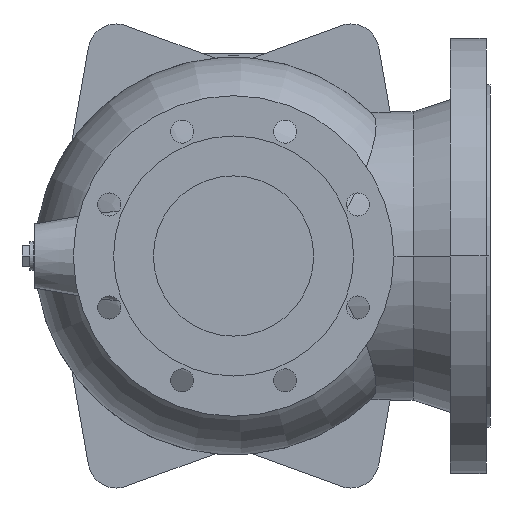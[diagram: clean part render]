
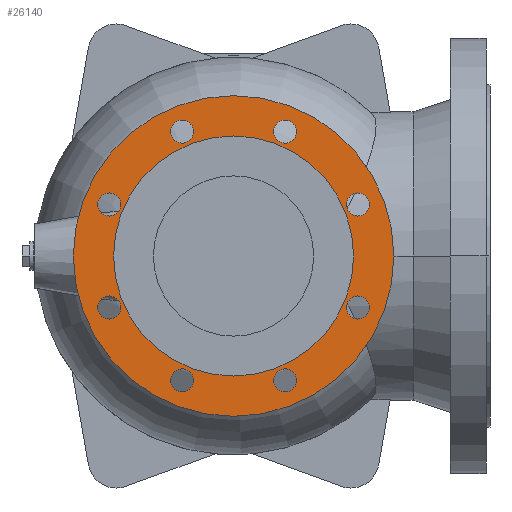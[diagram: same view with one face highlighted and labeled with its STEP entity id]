
A CAD part, front view. The second image highlights one B-rep face of the part: STEP entity #26140.
In plain terms, the highlighted planar face has unit normal (0, -1, 0).
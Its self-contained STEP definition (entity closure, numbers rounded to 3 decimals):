
#1730=CARTESIAN_POINT('',(93.6,3.,0.));
#1740=VERTEX_POINT('',#1730);
#1900=CARTESIAN_POINT('',(-93.6,3.,0.));
#1910=VERTEX_POINT('',#1900);
#1940=CARTESIAN_POINT('',(0.,3.,0.));
#1950=DIRECTION('',(0.,-1.,-0.));
#1960=DIRECTION('',(-1.,0.,0.));
#1970=AXIS2_PLACEMENT_3D('',#1940,#1950,#1960);
#1980=CIRCLE('',#1970,93.6);
#1990=EDGE_CURVE('',#1740,#1910,#1980,.T.);
#2130=CARTESIAN_POINT('',(125.,3.,0.));
#2140=VERTEX_POINT('',#2130);
#2320=CARTESIAN_POINT('',(-125.,3.,0.));
#2330=VERTEX_POINT('',#2320);
#2360=CARTESIAN_POINT('',(0.,3.,0.));
#2370=DIRECTION('',(0.,-1.,-0.));
#2380=DIRECTION('',(-1.,0.,0.));
#2390=AXIS2_PLACEMENT_3D('',#2360,#2370,#2380);
#2400=CIRCLE('',#2390,125.);
#2410=EDGE_CURVE('',#2330,#2140,#2400,.T.);
#5720=CARTESIAN_POINT('',(-106.007,3.,-40.182));
#5730=VERTEX_POINT('',#5720);
#5890=CARTESIAN_POINT('',(-88.007,3.,-40.182));
#5900=VERTEX_POINT('',#5890);
#5930=CARTESIAN_POINT('',(-97.007,3.,-40.182));
#5940=DIRECTION('',(0.,1.,0.));
#5950=DIRECTION('',(-1.,0.,0.));
#5960=AXIS2_PLACEMENT_3D('',#5930,#5940,#5950);
#5970=CIRCLE('',#5960,9.);
#5980=EDGE_CURVE('',#5900,#5730,#5970,.T.);
#6140=CARTESIAN_POINT('',(-106.007,3.,40.182));
#6150=VERTEX_POINT('',#6140);
#6180=CARTESIAN_POINT('',(-97.007,3.,40.182));
#6190=DIRECTION('',(0.,1.,0.));
#6200=DIRECTION('',(-1.,0.,0.));
#6210=AXIS2_PLACEMENT_3D('',#6180,#6190,#6200);
#6220=CIRCLE('',#6210,9.);
#6230=CARTESIAN_POINT('',(-88.007,3.,40.182));
#6240=VERTEX_POINT('',#6230);
#6250=EDGE_CURVE('',#6150,#6240,#6220,.T.);
#6560=CARTESIAN_POINT('',(-31.182,3.,97.007));
#6570=VERTEX_POINT('',#6560);
#6600=CARTESIAN_POINT('',(-40.182,3.,97.007));
#6610=DIRECTION('',(0.,1.,0.));
#6620=DIRECTION('',(-1.,0.,0.));
#6630=AXIS2_PLACEMENT_3D('',#6600,#6610,#6620);
#6640=CIRCLE('',#6630,9.);
#6650=CARTESIAN_POINT('',(-49.182,3.,97.007));
#6660=VERTEX_POINT('',#6650);
#6670=EDGE_CURVE('',#6570,#6660,#6640,.T.);
#6980=CARTESIAN_POINT('',(31.182,3.,97.007));
#6990=VERTEX_POINT('',#6980);
#7020=CARTESIAN_POINT('',(40.182,3.,97.007));
#7030=DIRECTION('',(0.,1.,0.));
#7040=DIRECTION('',(-1.,0.,0.));
#7050=AXIS2_PLACEMENT_3D('',#7020,#7030,#7040);
#7060=CIRCLE('',#7050,9.);
#7070=CARTESIAN_POINT('',(49.182,3.,97.007));
#7080=VERTEX_POINT('',#7070);
#7090=EDGE_CURVE('',#6990,#7080,#7060,.T.);
#7400=CARTESIAN_POINT('',(106.007,3.,40.182));
#7410=VERTEX_POINT('',#7400);
#7570=CARTESIAN_POINT('',(88.007,3.,40.182));
#7580=VERTEX_POINT('',#7570);
#7610=CARTESIAN_POINT('',(97.007,3.,40.182));
#7620=DIRECTION('',(0.,1.,0.));
#7630=DIRECTION('',(-1.,0.,0.));
#7640=AXIS2_PLACEMENT_3D('',#7610,#7620,#7630);
#7650=CIRCLE('',#7640,9.);
#7660=EDGE_CURVE('',#7580,#7410,#7650,.T.);
#7820=CARTESIAN_POINT('',(106.007,3.,-40.182));
#7830=VERTEX_POINT('',#7820);
#7860=CARTESIAN_POINT('',(97.007,3.,-40.182));
#7870=DIRECTION('',(0.,1.,0.));
#7880=DIRECTION('',(-1.,0.,0.));
#7890=AXIS2_PLACEMENT_3D('',#7860,#7870,#7880);
#7900=CIRCLE('',#7890,9.);
#7910=CARTESIAN_POINT('',(88.007,3.,-40.182));
#7920=VERTEX_POINT('',#7910);
#7930=EDGE_CURVE('',#7830,#7920,#7900,.T.);
#8240=CARTESIAN_POINT('',(31.182,3.,-97.007));
#8250=VERTEX_POINT('',#8240);
#8410=CARTESIAN_POINT('',(49.182,3.,-97.007));
#8420=VERTEX_POINT('',#8410);
#8450=CARTESIAN_POINT('',(40.182,3.,-97.007));
#8460=DIRECTION('',(0.,1.,0.));
#8470=DIRECTION('',(-1.,0.,0.));
#8480=AXIS2_PLACEMENT_3D('',#8450,#8460,#8470);
#8490=CIRCLE('',#8480,9.);
#8500=EDGE_CURVE('',#8420,#8250,#8490,.T.);
#8660=CARTESIAN_POINT('',(-31.182,3.,-97.007));
#8670=VERTEX_POINT('',#8660);
#8830=CARTESIAN_POINT('',(-49.182,3.,-97.007));
#8840=VERTEX_POINT('',#8830);
#8870=CARTESIAN_POINT('',(-40.182,3.,-97.007));
#8880=DIRECTION('',(0.,1.,0.));
#8890=DIRECTION('',(-1.,0.,0.));
#8900=AXIS2_PLACEMENT_3D('',#8870,#8880,#8890);
#8910=CIRCLE('',#8900,9.);
#8920=EDGE_CURVE('',#8840,#8670,#8910,.T.);
#25590=CARTESIAN_POINT('',(-109.3,3.,0.));
#25600=DIRECTION('',(0.,-1.,-0.));
#25610=DIRECTION('',(-1.,0.,0.));
#25620=AXIS2_PLACEMENT_3D('',#25590,#25600,#25610);
#25630=PLANE('',#25620);
#25640=EDGE_CURVE('',#8670,#8840,#8910,.T.);
#25650=ORIENTED_EDGE('',*,*,#25640,.T.);
#25660=ORIENTED_EDGE('',*,*,#8920,.T.);
#25670=EDGE_LOOP('',(#25660,#25650));
#25680=FACE_BOUND('',#25670,.T.);
#25690=EDGE_CURVE('',#8250,#8420,#8490,.T.);
#25700=ORIENTED_EDGE('',*,*,#25690,.T.);
#25710=ORIENTED_EDGE('',*,*,#8500,.T.);
#25720=EDGE_LOOP('',(#25710,#25700));
#25730=FACE_BOUND('',#25720,.T.);
#25740=EDGE_CURVE('',#7920,#7830,#7900,.T.);
#25750=ORIENTED_EDGE('',*,*,#25740,.T.);
#25760=ORIENTED_EDGE('',*,*,#7930,.T.);
#25770=EDGE_LOOP('',(#25760,#25750));
#25780=FACE_BOUND('',#25770,.T.);
#25790=EDGE_CURVE('',#7410,#7580,#7650,.T.);
#25800=ORIENTED_EDGE('',*,*,#25790,.T.);
#25810=ORIENTED_EDGE('',*,*,#7660,.T.);
#25820=EDGE_LOOP('',(#25810,#25800));
#25830=FACE_BOUND('',#25820,.T.);
#25840=EDGE_CURVE('',#7080,#6990,#7060,.T.);
#25850=ORIENTED_EDGE('',*,*,#25840,.T.);
#25860=ORIENTED_EDGE('',*,*,#7090,.T.);
#25870=EDGE_LOOP('',(#25860,#25850));
#25880=FACE_BOUND('',#25870,.T.);
#25890=EDGE_CURVE('',#6660,#6570,#6640,.T.);
#25900=ORIENTED_EDGE('',*,*,#25890,.T.);
#25910=ORIENTED_EDGE('',*,*,#6670,.T.);
#25920=EDGE_LOOP('',(#25910,#25900));
#25930=FACE_BOUND('',#25920,.T.);
#25940=ORIENTED_EDGE('',*,*,#6250,.T.);
#25950=EDGE_CURVE('',#6240,#6150,#6220,.T.);
#25960=ORIENTED_EDGE('',*,*,#25950,.T.);
#25970=EDGE_LOOP('',(#25960,#25940));
#25980=FACE_BOUND('',#25970,.T.);
#25990=EDGE_CURVE('',#5730,#5900,#5970,.T.);
#26000=ORIENTED_EDGE('',*,*,#25990,.T.);
#26010=ORIENTED_EDGE('',*,*,#5980,.T.);
#26020=EDGE_LOOP('',(#26010,#26000));
#26030=FACE_BOUND('',#26020,.T.);
#26040=EDGE_CURVE('',#1910,#1740,#1980,.T.);
#26050=ORIENTED_EDGE('',*,*,#26040,.F.);
#26060=ORIENTED_EDGE('',*,*,#1990,.F.);
#26070=EDGE_LOOP('',(#26060,#26050));
#26080=FACE_BOUND('',#26070,.T.);
#26090=EDGE_CURVE('',#2140,#2330,#2400,.T.);
#26100=ORIENTED_EDGE('',*,*,#26090,.T.);
#26110=ORIENTED_EDGE('',*,*,#2410,.T.);
#26120=EDGE_LOOP('',(#26110,#26100));
#26130=FACE_OUTER_BOUND('',#26120,.T.);
#26140=ADVANCED_FACE('',(#25680,#25730,#25780,#25830,#25880,#25930,
#25980,#26030,#26080,#26130),#25630,.T.);
